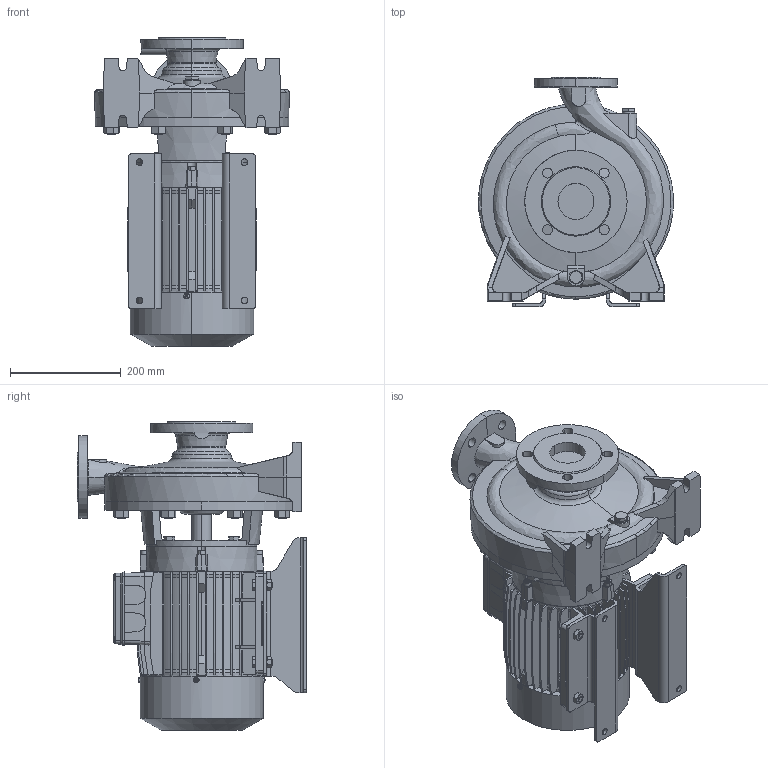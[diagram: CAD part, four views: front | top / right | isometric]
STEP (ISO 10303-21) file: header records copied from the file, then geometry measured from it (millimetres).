
FILE_DESCRIPTION (( 'STEP AP214' ), '1' );
FILE_NAME ('4.93.604.08swa00.step', '2020-07-10T13:48:12', ( '' ), ( '' ), 'SwSTEP 2.0', 'SolidWorks 2019', '' );
FILE_SCHEMA (( 'AUTOMOTIVE_DESIGN' ));
Length unit declared in the file: millimetre
Products named in the file (20): 10000007swn00_M16 A2-70; Copia di 1_67_024^Copia di 112N_CZ_Copia di 112N_B34_4.93.604.08swa00; Copia di Tappo_M25x1_5_semplificato^Copia di 112N_CZ_Copia di 112N_B34_4.93.604.08swa00; Copia di 3_67_167^Copia di 112N_CZ_Copia di 112N_B34_4.93.604.08swa00; Copia di NM_73_60x78x280_i140_sx^Copia di 112N_B34_4.93.604.08swa00; Copia di 3_67_049^Copia di 112N_CZ_Copia di 112N_B34_4.93.604.08swa00; Copia di M8x40_UNI_5931^Copia di 112N_B34_4.93.604.08swa00; 4.93.604.08swa00; 1_66_004_semplificato; Copia di Vite_TCB_M5x200^Copia di 112N_CZ_Copia di 112N_B34_4.93.604.08swa00; 10000015swn00_M10x30 8.8; Copia di 112N_CZ^Copia di 112N_B34_4.93.604.08swa00; 90.025swp01_G38x9 OTTONE; Copia di NM_73_60x78x280_i140_dx^Copia di 112N_B34_4.93.604.08swa00; Copia di M10x30_UNI_5739_ingombri3D^Copia di 112N_B34_4.93.604.08swa00; Copia di M10_UNI_5588_ingombro^Copia di 112N_B34_4.93.604.08swa00; 4_67_187_SEMPLIFICATO; Copia di 112N_B34^4.93.604.08swa00; Copia di Insieme_25x1_5_semplificato_99^Copia di 112N_CZ_Copia di 112N_B34_4.93.604.08swa00; 1_66_136_SEMPLIFICATO
Assembly tree (46 placements, depth 4):
  4.93.604.08swa00
    1_66_004_semplificato
    1_66_136_SEMPLIFICATO
    4_67_187_SEMPLIFICATO
    Copia di 112N_B34^4.93.604.08swa00
      Copia di 112N_CZ^Copia di 112N_B34_4.93.604.08swa00
        Copia di 1_67_024^Copia di 112N_CZ_Copia di 112N_B34_4.93.604.08swa00
        Copia di 3_67_049^Copia di 112N_CZ_Copia di 112N_B34_4.93.604.08swa00
        Copia di Vite_TCB_M5x200^Copia di 112N_CZ_Copia di 112N_B34_4.93.604.08swa00  x8
        Copia di 3_67_167^Copia di 112N_CZ_Copia di 112N_B34_4.93.604.08swa00
        Copia di Insieme_25x1_5_semplificato_99^Copia di 112N_CZ_Copia di 112N_B34_4.93.604.08swa00
        Copia di Tappo_M25x1_5_semplificato^Copia di 112N_CZ_Copia di 112N_B34_4.93.604.08swa00
      Copia di M8x40_UNI_5931^Copia di 112N_B34_4.93.604.08swa00  x4
      Copia di NM_73_60x78x280_i140_sx^Copia di 112N_B34_4.93.604.08swa00
      Copia di NM_73_60x78x280_i140_dx^Copia di 112N_B34_4.93.604.08swa00
      Copia di M10x30_UNI_5739_ingombri3D^Copia di 112N_B34_4.93.604.08swa00  x4
      Copia di M10_UNI_5588_ingombro^Copia di 112N_B34_4.93.604.08swa00  x4
    10000007swn00_M16 A2-70  x8
    10000015swn00_M10x30 8.8  x4
    90.025swp01_G38x9 OTTONE  x2
Bounding box: 352.55 x 415 x 558 mm (x, y, z)
Volume: 22780428.8 mm3; surface area: 1773508.5 mm2
Topology: 44 solids, 44 shells, 3588 faces, 9634 edges, 6257 vertices
Faces by surface type: plane 1477, bspline 1175, cone 453, cylinder 446, torus 19, sphere 18
Entity records: 120163 total; most frequent: CARTESIAN_POINT 50601, ORIENTED_EDGE 16386, DIRECTION 10522, EDGE_CURVE 8193, VERTEX_POINT 5407, LINE 5126, VECTOR 5126, EDGE_LOOP 3150
